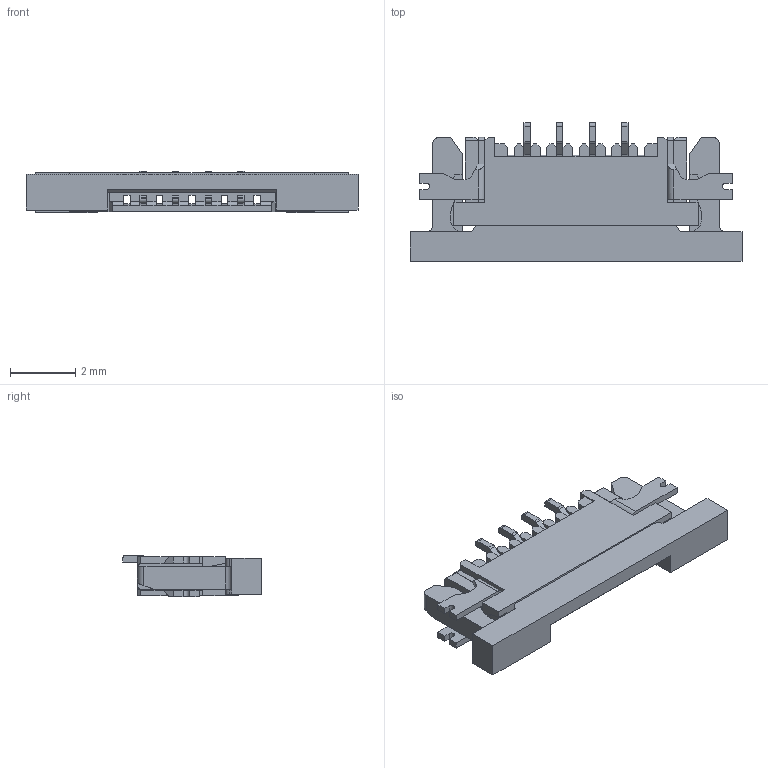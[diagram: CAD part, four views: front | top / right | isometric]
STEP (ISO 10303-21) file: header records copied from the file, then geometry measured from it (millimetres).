
FILE_DESCRIPTION(/* description */ ('Unknown'),/* implementation_level */ '2;1');
FILE_NAME(/* name */ '686104183422',/* time_stamp */ '2017-02-27T15:07:20+01:00',/* author */ ('Unknown'),/* organization */ ('Unknown'),/* preprocessor_version */ 'ST-DEVELOPER v16.7',/* originating_system */ 'DEX',/* authorisation */ $);
FILE_SCHEMA (('AP242_MANAGED_MODEL_BASED_3D_ENGINEERING_MIM_LF { 1 0 10303 442 1 1 4 }','AUTOMOTIVE_DESIGN {1 0 10303 214 3 1 1}'));
Length unit declared in the file: millimetre
Products named in the file (6): 6861xx183422; 68x109183x22; 68x109183x22_Actuator; 68X1xx183x22_Solder_Pad2; 68X1XX183X22_Solder_Pad; 68X1XX183X22_Pin_TOP
Assembly tree (8 placements, depth 2):
  6861xx183422
    68x109183x22
    68x109183x22_Actuator
    68X1xx183x22_Solder_Pad2
    68X1XX183X22_Solder_Pad
    68X1XX183X22_Pin_TOP  x4
Bounding box: 10.2 x 4.25 x 1.29 mm (x, y, z)
Volume: 28.8 mm3; surface area: 217.8 mm2
Topology: 8 solids, 8 shells, 628 faces, 1868 edges, 1222 vertices
Faces by surface type: plane 477, cylinder 149, bspline 2
Entity records: 17369 total; most frequent: CARTESIAN_POINT 3099, ORIENTED_EDGE 3088, DIRECTION 2800, EDGE_CURVE 1544, LINE 1322, VECTOR 1322, VERTEX_POINT 1006, AXIS2_PLACEMENT_3D 739
